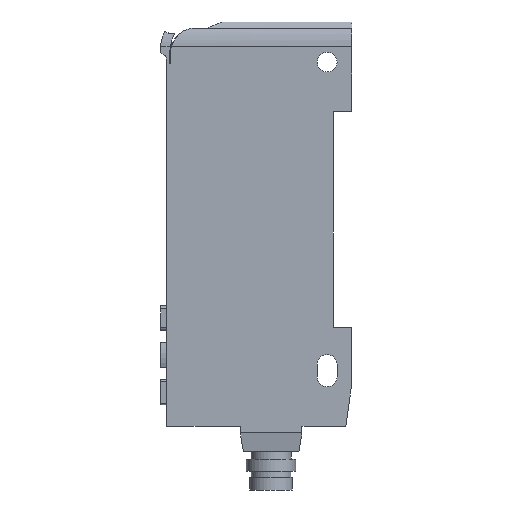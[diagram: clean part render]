
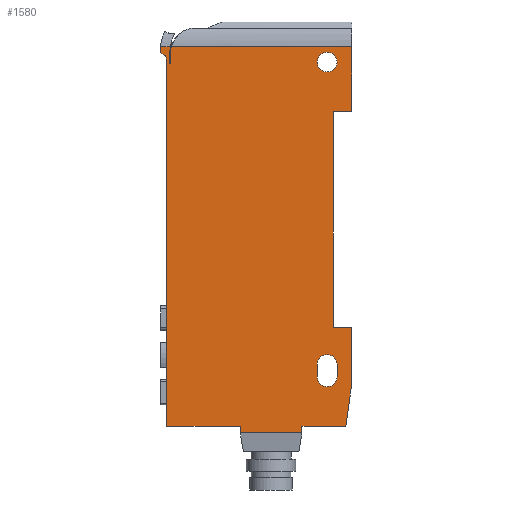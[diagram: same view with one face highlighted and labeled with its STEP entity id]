
A CAD part, left-side view. The second image highlights one B-rep face of the part: STEP entity #1580.
In plain terms, the highlighted planar face has unit normal (-1, 0, 0).
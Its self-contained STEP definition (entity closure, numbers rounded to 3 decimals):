
#14=B_SPLINE_CURVE_WITH_KNOTS($,3,(#2456,#2457,#2458,#2459,#2460),
 .UNSPECIFIED.,.F.,.F.,(4,1,4),(0.,0.629,1.),.UNSPECIFIED.);
#31=PLANE($,#1707);
#102=LINE($,#2351,#265);
#126=LINE($,#2421,#289);
#127=LINE($,#2423,#290);
#128=LINE($,#2425,#291);
#129=LINE($,#2427,#292);
#130=LINE($,#2429,#293);
#131=LINE($,#2431,#294);
#132=LINE($,#2433,#295);
#133=LINE($,#2435,#296);
#134=LINE($,#2437,#297);
#135=LINE($,#2439,#298);
#136=LINE($,#2441,#299);
#137=LINE($,#2445,#300);
#138=LINE($,#2447,#301);
#139=LINE($,#2449,#302);
#140=LINE($,#2453,#303);
#141=LINE($,#2461,#304);
#142=LINE($,#2463,#305);
#143=LINE($,#2465,#306);
#265=VECTOR($,#1892,58.7);
#289=VECTOR($,#1940,1.1);
#290=VECTOR($,#1941,10.);
#291=VECTOR($,#1942,1.1);
#292=VECTOR($,#1943,7.1);
#293=VECTOR($,#1944,7.071);
#294=VECTOR($,#1945,9.);
#295=VECTOR($,#1946,3.);
#296=VECTOR($,#1947,35.);
#297=VECTOR($,#1948,3.);
#298=VECTOR($,#1949,10.5);
#299=VECTOR($,#1950,29.273);
#300=VECTOR($,#1953,1.8);
#301=VECTOR($,#1954,0.1);
#302=VECTOR($,#1955,1.8);
#303=VECTOR($,#1958,1.614);
#304=VECTOR($,#1961,11.9);
#305=VECTOR($,#1962,2.);
#306=VECTOR($,#1963,2.);
#429=FACE_BOUND($,#561,.T.);
#430=FACE_BOUND($,#562,.T.);
#451=FACE_OUTER_BOUND($,#560,.T.);
#560=EDGE_LOOP($,(#1154,#1155,#1156,#1157,#1158,#1159,#1160,#1161,#1162,
#1163,#1164,#1165,#1166,#1167,#1168,#1169,#1170,#1171,#1172,#1173,#1174));
#561=EDGE_LOOP($,(#1175));
#562=EDGE_LOOP($,(#1176,#1177,#1178,#1179));
#662=CIRCLE($,#1685,1.6);
#664=CIRCLE($,#1688,1.6);
#677=CIRCLE($,#1708,4.);
#678=CIRCLE($,#1709,6.8);
#679=CIRCLE($,#1710,8.4);
#680=CIRCLE($,#1711,1.6);
#716=VERTEX_POINT($,#2310);
#717=VERTEX_POINT($,#2311);
#720=VERTEX_POINT($,#2319);
#732=VERTEX_POINT($,#2349);
#733=VERTEX_POINT($,#2350);
#766=VERTEX_POINT($,#2419);
#767=VERTEX_POINT($,#2420);
#768=VERTEX_POINT($,#2422);
#769=VERTEX_POINT($,#2424);
#770=VERTEX_POINT($,#2426);
#771=VERTEX_POINT($,#2428);
#772=VERTEX_POINT($,#2430);
#773=VERTEX_POINT($,#2432);
#774=VERTEX_POINT($,#2434);
#775=VERTEX_POINT($,#2436);
#776=VERTEX_POINT($,#2438);
#777=VERTEX_POINT($,#2440);
#778=VERTEX_POINT($,#2442);
#779=VERTEX_POINT($,#2444);
#780=VERTEX_POINT($,#2446);
#781=VERTEX_POINT($,#2448);
#782=VERTEX_POINT($,#2450);
#783=VERTEX_POINT($,#2452);
#784=VERTEX_POINT($,#2454);
#785=VERTEX_POINT($,#2462);
#786=VERTEX_POINT($,#2464);
#870=EDGE_CURVE($,#716,#717,#662,.T.);
#874=EDGE_CURVE($,#720,#720,#664,.T.);
#887=EDGE_CURVE($,#732,#733,#102,.T.);
#922=EDGE_CURVE($,#766,#767,#126,.T.);
#923=EDGE_CURVE($,#766,#768,#127,.T.);
#924=EDGE_CURVE($,#769,#768,#128,.T.);
#925=EDGE_CURVE($,#770,#769,#129,.T.);
#926=EDGE_CURVE($,#771,#770,#130,.T.);
#927=EDGE_CURVE($,#772,#771,#131,.T.);
#928=EDGE_CURVE($,#773,#772,#132,.T.);
#929=EDGE_CURVE($,#774,#773,#133,.T.);
#930=EDGE_CURVE($,#775,#774,#134,.T.);
#931=EDGE_CURVE($,#776,#775,#135,.T.);
#932=EDGE_CURVE($,#776,#777,#136,.T.);
#933=EDGE_CURVE($,#778,#777,#677,.T.);
#934=EDGE_CURVE($,#779,#778,#137,.T.);
#935=EDGE_CURVE($,#780,#779,#138,.T.);
#936=EDGE_CURVE($,#781,#780,#139,.T.);
#937=EDGE_CURVE($,#782,#781,#678,.T.);
#938=EDGE_CURVE($,#782,#783,#140,.T.);
#939=EDGE_CURVE($,#784,#783,#679,.T.);
#940=EDGE_CURVE($,#733,#784,#14,.T.);
#941=EDGE_CURVE($,#767,#732,#141,.T.);
#942=EDGE_CURVE($,#785,#716,#142,.T.);
#943=EDGE_CURVE($,#717,#786,#143,.T.);
#944=EDGE_CURVE($,#786,#785,#680,.T.);
#1154=ORIENTED_EDGE($,*,*,#922,.F.);
#1155=ORIENTED_EDGE($,*,*,#923,.T.);
#1156=ORIENTED_EDGE($,*,*,#924,.F.);
#1157=ORIENTED_EDGE($,*,*,#925,.F.);
#1158=ORIENTED_EDGE($,*,*,#926,.F.);
#1159=ORIENTED_EDGE($,*,*,#927,.F.);
#1160=ORIENTED_EDGE($,*,*,#928,.F.);
#1161=ORIENTED_EDGE($,*,*,#929,.F.);
#1162=ORIENTED_EDGE($,*,*,#930,.F.);
#1163=ORIENTED_EDGE($,*,*,#931,.F.);
#1164=ORIENTED_EDGE($,*,*,#932,.T.);
#1165=ORIENTED_EDGE($,*,*,#933,.F.);
#1166=ORIENTED_EDGE($,*,*,#934,.F.);
#1167=ORIENTED_EDGE($,*,*,#935,.F.);
#1168=ORIENTED_EDGE($,*,*,#936,.F.);
#1169=ORIENTED_EDGE($,*,*,#937,.F.);
#1170=ORIENTED_EDGE($,*,*,#938,.T.);
#1171=ORIENTED_EDGE($,*,*,#939,.F.);
#1172=ORIENTED_EDGE($,*,*,#940,.F.);
#1173=ORIENTED_EDGE($,*,*,#887,.F.);
#1174=ORIENTED_EDGE($,*,*,#941,.F.);
#1175=ORIENTED_EDGE($,*,*,#874,.T.);
#1176=ORIENTED_EDGE($,*,*,#942,.T.);
#1177=ORIENTED_EDGE($,*,*,#870,.T.);
#1178=ORIENTED_EDGE($,*,*,#943,.T.);
#1179=ORIENTED_EDGE($,*,*,#944,.T.);
#1580=ADVANCED_FACE($,(#451,#429,#430),#31,.F.);
#1685=AXIS2_PLACEMENT_3D($,#2312,#1858,#1859);
#1688=AXIS2_PLACEMENT_3D($,#2320,#1866,#1867);
#1707=AXIS2_PLACEMENT_3D($,#2418,#1938,#1939);
#1708=AXIS2_PLACEMENT_3D($,#2443,#1951,#1952);
#1709=AXIS2_PLACEMENT_3D($,#2451,#1956,#1957);
#1710=AXIS2_PLACEMENT_3D($,#2455,#1959,#1960);
#1711=AXIS2_PLACEMENT_3D($,#2466,#1964,#1965);
#1858=DIRECTION('center_axis',(1.,0.,0.));
#1859=DIRECTION('ref_axis',(0.,0.,-1.));
#1866=DIRECTION('center_axis',(1.,0.,0.));
#1867=DIRECTION('ref_axis',(0.,0.,-1.));
#1892=DIRECTION($,(0.,0.,1.));
#1938=DIRECTION('center_axis',(1.,0.,0.));
#1939=DIRECTION('ref_axis',(0.,0.,-1.));
#1940=DIRECTION($,(0.,0.,1.));
#1941=DIRECTION($,(0.,-1.,0.));
#1942=DIRECTION($,(0.,0.,-1.));
#1943=DIRECTION($,(0.,1.,0.));
#1944=DIRECTION($,(0.,0.141,-0.99));
#1945=DIRECTION($,(0.,0.,-1.));
#1946=DIRECTION($,(0.,-1.,0.));
#1947=DIRECTION($,(0.,0.,-1.));
#1948=DIRECTION($,(0.,1.,0.));
#1949=DIRECTION($,(0.,0.,-1.));
#1950=DIRECTION($,(0.,1.,0.));
#1951=DIRECTION('center_axis',(1.,0.,0.));
#1952=DIRECTION('ref_axis',(0.,0.,-1.));
#1953=DIRECTION($,(0.,0.,1.));
#1954=DIRECTION($,(0.,-1.,0.));
#1955=DIRECTION($,(0.,0.,-1.));
#1956=DIRECTION('center_axis',(-1.,0.,0.));
#1957=DIRECTION('ref_axis',(0.,0.,-1.));
#1958=DIRECTION($,(0.,1.,0.));
#1959=DIRECTION('center_axis',(1.,0.,0.));
#1960=DIRECTION('ref_axis',(0.,0.,-1.));
#1961=DIRECTION($,(0.,1.,0.));
#1962=DIRECTION($,(0.,0.,-1.));
#1963=DIRECTION($,(0.,0.,1.));
#1964=DIRECTION('center_axis',(1.,0.,0.));
#1965=DIRECTION('ref_axis',(0.,0.,-1.));
#2310=CARTESIAN_POINT('',(0.,-23.,-52.5));
#2311=CARTESIAN_POINT('',(0.,-19.8,-52.5));
#2312=CARTESIAN_POINT('Origin',(0.,-21.4,-52.5));
#2319=CARTESIAN_POINT('',(0.,-21.4,-3.1));
#2320=CARTESIAN_POINT('Origin',(0.,-21.4,-1.5));
#2349=CARTESIAN_POINT('',(0.,4.6,-60.5));
#2350=CARTESIAN_POINT('',(0.,4.6,-1.8));
#2351=CARTESIAN_POINT($,(0.,4.6,-60.5));
#2418=CARTESIAN_POINT('Origin',(0.,0.,0.));
#2419=CARTESIAN_POINT('',(0.,-7.3,-61.6));
#2420=CARTESIAN_POINT('',(0.,-7.3,-60.5));
#2421=CARTESIAN_POINT($,(0.,-7.3,-61.6));
#2422=CARTESIAN_POINT('',(0.,-17.3,-61.6));
#2423=CARTESIAN_POINT($,(0.,-7.3,-61.6));
#2424=CARTESIAN_POINT('',(0.,-17.3,-60.5));
#2425=CARTESIAN_POINT($,(0.,-17.3,-60.5));
#2426=CARTESIAN_POINT('',(0.,-24.4,-60.5));
#2427=CARTESIAN_POINT($,(0.,-24.4,-60.5));
#2428=CARTESIAN_POINT('',(0.,-25.4,-53.5));
#2429=CARTESIAN_POINT($,(0.,-25.4,-53.5));
#2430=CARTESIAN_POINT('',(0.,-25.4,-44.5));
#2431=CARTESIAN_POINT($,(0.,-25.4,-44.5));
#2432=CARTESIAN_POINT('',(0.,-22.4,-44.5));
#2433=CARTESIAN_POINT($,(0.,-22.4,-44.5));
#2434=CARTESIAN_POINT('',(0.,-22.4,-9.5));
#2435=CARTESIAN_POINT($,(0.,-22.4,-9.5));
#2436=CARTESIAN_POINT('',(0.,-25.4,-9.5));
#2437=CARTESIAN_POINT($,(0.,-25.4,-9.5));
#2438=CARTESIAN_POINT('',(0.,-25.4,1.));
#2439=CARTESIAN_POINT($,(0.,-25.4,1.));
#2440=CARTESIAN_POINT('',(0.,3.873,1.));
#2441=CARTESIAN_POINT($,(0.,-25.4,1.));
#2442=CARTESIAN_POINT('',(0.,4.,0.));
#2443=CARTESIAN_POINT('Origin',(0.,0.,0.));
#2444=CARTESIAN_POINT('',(0.,4.,-1.8));
#2445=CARTESIAN_POINT($,(0.,4.,-1.8));
#2446=CARTESIAN_POINT('',(0.,4.1,-1.8));
#2447=CARTESIAN_POINT($,(0.,4.1,-1.8));
#2448=CARTESIAN_POINT('',(0.,4.1,0.));
#2449=CARTESIAN_POINT($,(0.,4.1,0.));
#2450=CARTESIAN_POINT('',(0.,4.026,1.));
#2451=CARTESIAN_POINT('Origin',(0.,-2.7,0.));
#2452=CARTESIAN_POINT('',(0.,5.64,1.));
#2453=CARTESIAN_POINT($,(0.,4.026,1.));
#2454=CARTESIAN_POINT('',(0.,5.7,0.));
#2455=CARTESIAN_POINT('Origin',(0.,-2.7,0.));
#2456=CARTESIAN_POINT('Ctrl Pts',(0.,4.6,-1.8));
#2457=CARTESIAN_POINT('Ctrl Pts',(0.,4.6,-1.284));
#2458=CARTESIAN_POINT('Ctrl Pts',(0.,4.656,-0.39));
#2459=CARTESIAN_POINT('Ctrl Pts',(0.,5.418,-0.105));
#2460=CARTESIAN_POINT('Ctrl Pts',(0.,5.7,0.));
#2461=CARTESIAN_POINT($,(0.,-7.3,-60.5));
#2462=CARTESIAN_POINT('',(0.,-23.,-50.5));
#2463=CARTESIAN_POINT($,(0.,-23.,-50.5));
#2464=CARTESIAN_POINT('',(0.,-19.8,-50.5));
#2465=CARTESIAN_POINT($,(0.,-19.8,-52.5));
#2466=CARTESIAN_POINT('Origin',(0.,-21.4,-50.5));
